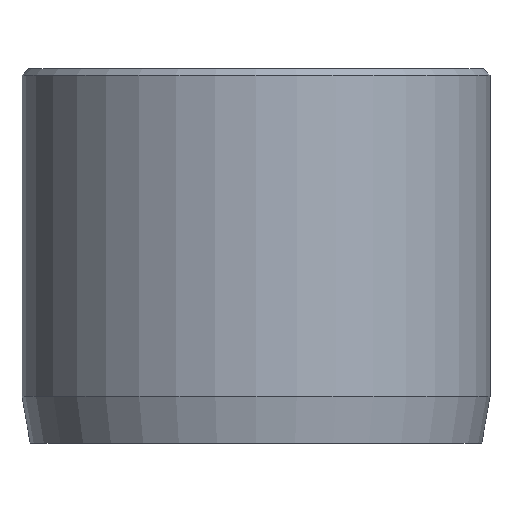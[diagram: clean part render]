
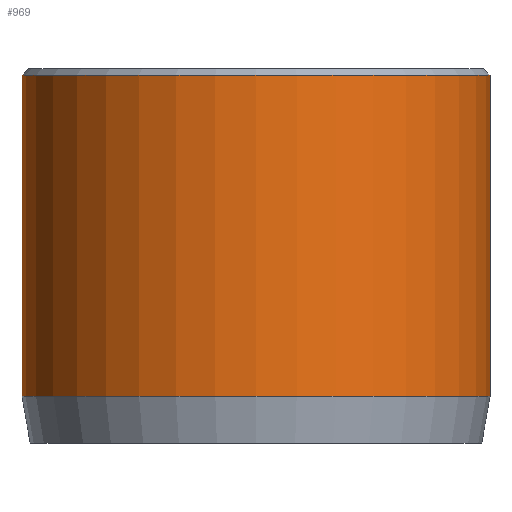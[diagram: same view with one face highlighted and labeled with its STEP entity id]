
A CAD part, front view. The second image highlights one B-rep face of the part: STEP entity #969.
In plain terms, the highlighted cylindrical face has radius 7.5 mm (diameter 15 mm), a partial arc.
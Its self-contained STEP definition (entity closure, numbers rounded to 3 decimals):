
#22 = CIRCLE ( 'NONE', #585, 7.5 ) ;
#42 = CIRCLE ( 'NONE', #902, 7.5 ) ;
#51 = DIRECTION ( 'NONE',  ( 0., 0., -1. ) ) ;
#66 = CARTESIAN_POINT ( 'NONE',  ( -7.5, 0., 12. ) ) ;
#124 = CARTESIAN_POINT ( 'NONE',  ( -7.5, 0., 1.5 ) ) ;
#170 = EDGE_LOOP ( 'NONE', ( #786, #818, #747, #928 ) ) ;
#202 = CARTESIAN_POINT ( 'NONE',  ( 0., 0., 11.8 ) ) ;
#231 = VERTEX_POINT ( 'NONE', #569 ) ;
#267 = CARTESIAN_POINT ( 'NONE',  ( -7.5, 0., 11.8 ) ) ;
#296 = DIRECTION ( 'NONE',  ( 1., 0., 0. ) ) ;
#297 = VERTEX_POINT ( 'NONE', #267 ) ;
#299 = DIRECTION ( 'NONE',  ( 0., 0., -1. ) ) ;
#303 = EDGE_CURVE ( 'NONE', #231, #297, #42, .T. ) ;
#465 = DIRECTION ( 'NONE',  ( 1., 0., 0. ) ) ;
#469 = DIRECTION ( 'NONE',  ( 0., 0., 1. ) ) ;
#472 = CARTESIAN_POINT ( 'NONE',  ( 0., 0., 1.5 ) ) ;
#505 = CYLINDRICAL_SURFACE ( 'NONE', #630, 7.5 ) ;
#521 = LINE ( 'NONE', #66, #986 ) ;
#569 = CARTESIAN_POINT ( 'NONE',  ( 7.5, 0., 11.8 ) ) ;
#581 = FACE_OUTER_BOUND ( 'NONE', #170, .T. ) ;
#585 = AXIS2_PLACEMENT_3D ( 'NONE', #472, #469, #465 ) ;
#620 = DIRECTION ( 'NONE',  ( -1., 0., 0. ) ) ;
#622 = CARTESIAN_POINT ( 'NONE',  ( 0., 0., 12. ) ) ;
#626 = EDGE_CURVE ( 'NONE', #697, #964, #22, .T. ) ;
#630 = AXIS2_PLACEMENT_3D ( 'NONE', #622, #792, #620 ) ;
#647 = CARTESIAN_POINT ( 'NONE',  ( 7.5, 0., 1.5 ) ) ;
#659 = DIRECTION ( 'NONE',  ( 0., 0., -1. ) ) ;
#697 = VERTEX_POINT ( 'NONE', #124 ) ;
#712 = CARTESIAN_POINT ( 'NONE',  ( 7.5, 0., 12. ) ) ;
#747 = ORIENTED_EDGE ( 'NONE', *, *, #1195, .T. ) ;
#782 = LINE ( 'NONE', #712, #1030 ) ;
#786 = ORIENTED_EDGE ( 'NONE', *, *, #942, .F. ) ;
#792 = DIRECTION ( 'NONE',  ( 0., 0., -1. ) ) ;
#818 = ORIENTED_EDGE ( 'NONE', *, *, #303, .T. ) ;
#902 = AXIS2_PLACEMENT_3D ( 'NONE', #202, #299, #296 ) ;
#928 = ORIENTED_EDGE ( 'NONE', *, *, #626, .T. ) ;
#942 = EDGE_CURVE ( 'NONE', #231, #964, #782, .T. ) ;
#964 = VERTEX_POINT ( 'NONE', #647 ) ;
#969 = ADVANCED_FACE ( 'NONE', ( #581 ), #505, .T. ) ;
#986 = VECTOR ( 'NONE', #51, 1000. ) ;
#1030 = VECTOR ( 'NONE', #659, 1000. ) ;
#1195 = EDGE_CURVE ( 'NONE', #297, #697, #521, .T. ) ;
